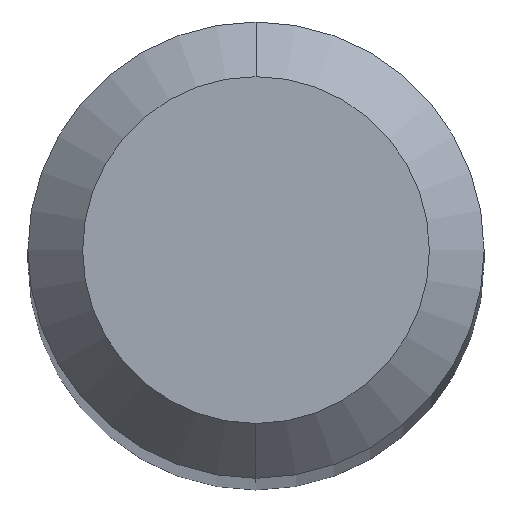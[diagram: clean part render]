
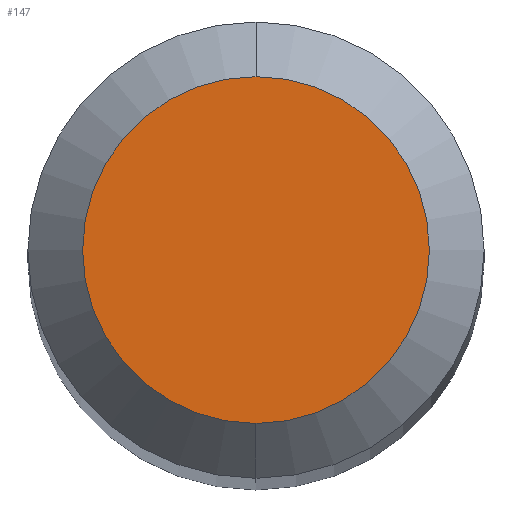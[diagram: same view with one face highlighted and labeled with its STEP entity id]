
A CAD part, top view. The second image highlights one B-rep face of the part: STEP entity #147.
In plain terms, the highlighted planar face has unit normal (0, 0, 1).
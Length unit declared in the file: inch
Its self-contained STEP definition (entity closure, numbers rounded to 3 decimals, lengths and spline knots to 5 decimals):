
#17 = DIRECTION ( 'NONE',  ( 0., -1., 0. ) ) ;
#34 = ORIENTED_EDGE ( 'NONE', *, *, #494, .T. ) ;
#67 = CIRCLE ( 'NONE', #123, 0.0475 ) ;
#102 = CARTESIAN_POINT ( 'NONE',  ( 0., 0., 0. ) ) ;
#123 = AXIS2_PLACEMENT_3D ( 'NONE', #102, #261, #418 ) ;
#129 = CARTESIAN_POINT ( 'NONE',  ( 0., 0.0475, 0. ) ) ;
#147 = ADVANCED_FACE ( 'NONE', ( #369 ), #330, .F. ) ;
#175 = CARTESIAN_POINT ( 'NONE',  ( 0., -0.0475, 0. ) ) ;
#216 = VERTEX_POINT ( 'NONE', #129 ) ;
#229 = ORIENTED_EDGE ( 'NONE', *, *, #445, .T. ) ;
#250 = AXIS2_PLACEMENT_3D ( 'NONE', #370, #329, #17 ) ;
#261 = DIRECTION ( 'NONE',  ( 0., 0., 1. ) ) ;
#293 = CARTESIAN_POINT ( 'NONE',  ( 0., 0.0475, 0. ) ) ;
#297 = EDGE_LOOP ( 'NONE', ( #34, #229 ) ) ;
#325 = DIRECTION ( 'NONE',  ( 0., 1., 0. ) ) ;
#329 = DIRECTION ( 'NONE',  ( 0., 0., 1. ) ) ;
#330 = PLANE ( 'NONE',  #401 ) ;
#369 = FACE_OUTER_BOUND ( 'NONE', #297, .T. ) ;
#370 = CARTESIAN_POINT ( 'NONE',  ( 0., 0., 0. ) ) ;
#401 = AXIS2_PLACEMENT_3D ( 'NONE', #293, #487, #325 ) ;
#418 = DIRECTION ( 'NONE',  ( 0., -1., 0. ) ) ;
#445 = EDGE_CURVE ( 'NONE', #498, #216, #67, .T. ) ;
#487 = DIRECTION ( 'NONE',  ( 0., 0., -1. ) ) ;
#494 = EDGE_CURVE ( 'NONE', #216, #498, #497, .T. ) ;
#497 = CIRCLE ( 'NONE', #250, 0.0475 ) ;
#498 = VERTEX_POINT ( 'NONE', #175 ) ;
